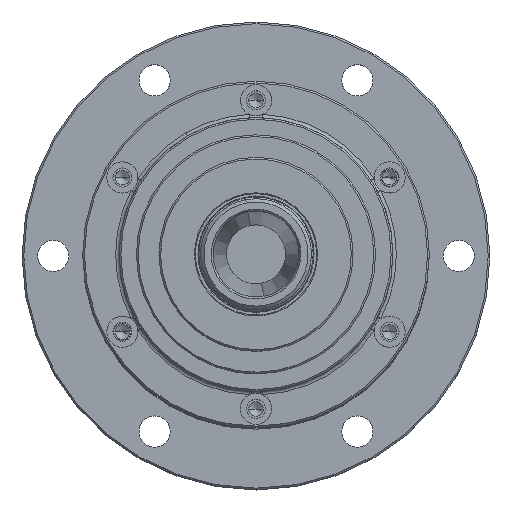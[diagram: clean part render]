
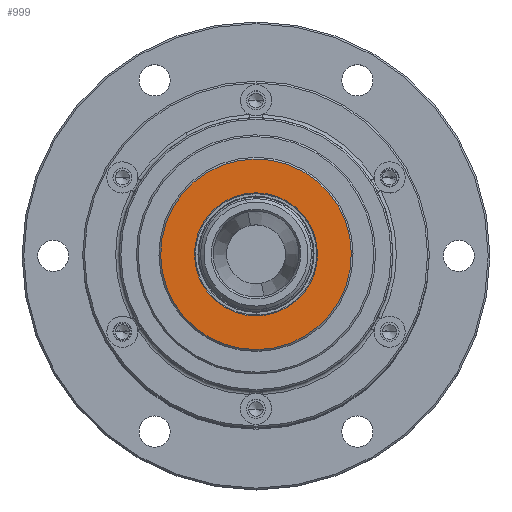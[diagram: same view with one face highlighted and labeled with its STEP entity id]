
A CAD part, top view. The second image highlights one B-rep face of the part: STEP entity #999.
In plain terms, the highlighted face is planar.
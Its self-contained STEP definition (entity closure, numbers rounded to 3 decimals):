
#37 = FACE_OUTER_BOUND ( 'NONE', #11767, .T. ) ;
#255 = AXIS2_PLACEMENT_3D ( 'NONE', #12445, #1670, #3547 ) ;
#923 = CARTESIAN_POINT ( 'NONE',  ( 0., 17.75, -6. ) ) ;
#999 = ADVANCED_FACE ( 'NONE', ( #5693, #37 ), #7833, .F. ) ;
#1098 = EDGE_CURVE ( 'NONE', #12089, #10908, #2777, .T. ) ;
#1103 = DIRECTION ( 'NONE',  ( 0., -1., 0. ) ) ;
#1119 = CARTESIAN_POINT ( 'NONE',  ( 0., 0., -6. ) ) ;
#1631 = VERTEX_POINT ( 'NONE', #6697 ) ;
#1670 = DIRECTION ( 'NONE',  ( 0., 0., 1. ) ) ;
#2437 = CARTESIAN_POINT ( 'NONE',  ( 0., -27.5, -6. ) ) ;
#2709 = AXIS2_PLACEMENT_3D ( 'NONE', #1119, #4093, #9962 ) ;
#2777 = CIRCLE ( 'NONE', #4105, 27.5 ) ;
#3084 = DIRECTION ( 'NONE',  ( 0., 0., 1. ) ) ;
#3261 = ORIENTED_EDGE ( 'NONE', *, *, #11792, .T. ) ;
#3547 = DIRECTION ( 'NONE',  ( 0., -1., 0. ) ) ;
#3935 = DIRECTION ( 'NONE',  ( 0., 0., -1. ) ) ;
#3965 = ORIENTED_EDGE ( 'NONE', *, *, #1098, .T. ) ;
#3979 = DIRECTION ( 'NONE',  ( 0., -1., 0. ) ) ;
#4064 = CIRCLE ( 'NONE', #4594, 17.75 ) ;
#4093 = DIRECTION ( 'NONE',  ( 0., 0., -1. ) ) ;
#4105 = AXIS2_PLACEMENT_3D ( 'NONE', #9849, #3935, #3979 ) ;
#4316 = ORIENTED_EDGE ( 'NONE', *, *, #12468, .T. ) ;
#4594 = AXIS2_PLACEMENT_3D ( 'NONE', #9995, #9090, #1103 ) ;
#4997 = CIRCLE ( 'NONE', #2709, 27.5 ) ;
#5006 = DIRECTION ( 'NONE',  ( 0., -1., 0. ) ) ;
#5693 = FACE_BOUND ( 'NONE', #9864, .T. ) ;
#6697 = CARTESIAN_POINT ( 'NONE',  ( 0., -17.75, -6. ) ) ;
#7084 = EDGE_CURVE ( 'NONE', #1631, #11187, #10521, .T. ) ;
#7544 = CARTESIAN_POINT ( 'NONE',  ( 0., 27.5, -6. ) ) ;
#7833 = PLANE ( 'NONE',  #9885 ) ;
#8598 = ORIENTED_EDGE ( 'NONE', *, *, #7084, .T. ) ;
#9090 = DIRECTION ( 'NONE',  ( 0., 0., 1. ) ) ;
#9849 = CARTESIAN_POINT ( 'NONE',  ( 0., 0., -6. ) ) ;
#9864 = EDGE_LOOP ( 'NONE', ( #4316, #8598 ) ) ;
#9885 = AXIS2_PLACEMENT_3D ( 'NONE', #9927, #3084, #5006 ) ;
#9927 = CARTESIAN_POINT ( 'NONE',  ( 0., 28., -6. ) ) ;
#9962 = DIRECTION ( 'NONE',  ( 0., -1., 0. ) ) ;
#9995 = CARTESIAN_POINT ( 'NONE',  ( 0., 0., -6. ) ) ;
#10521 = CIRCLE ( 'NONE', #255, 17.75 ) ;
#10908 = VERTEX_POINT ( 'NONE', #7544 ) ;
#11187 = VERTEX_POINT ( 'NONE', #923 ) ;
#11767 = EDGE_LOOP ( 'NONE', ( #3965, #3261 ) ) ;
#11792 = EDGE_CURVE ( 'NONE', #10908, #12089, #4997, .T. ) ;
#12089 = VERTEX_POINT ( 'NONE', #2437 ) ;
#12445 = CARTESIAN_POINT ( 'NONE',  ( 0., 0., -6. ) ) ;
#12468 = EDGE_CURVE ( 'NONE', #11187, #1631, #4064, .T. ) ;
